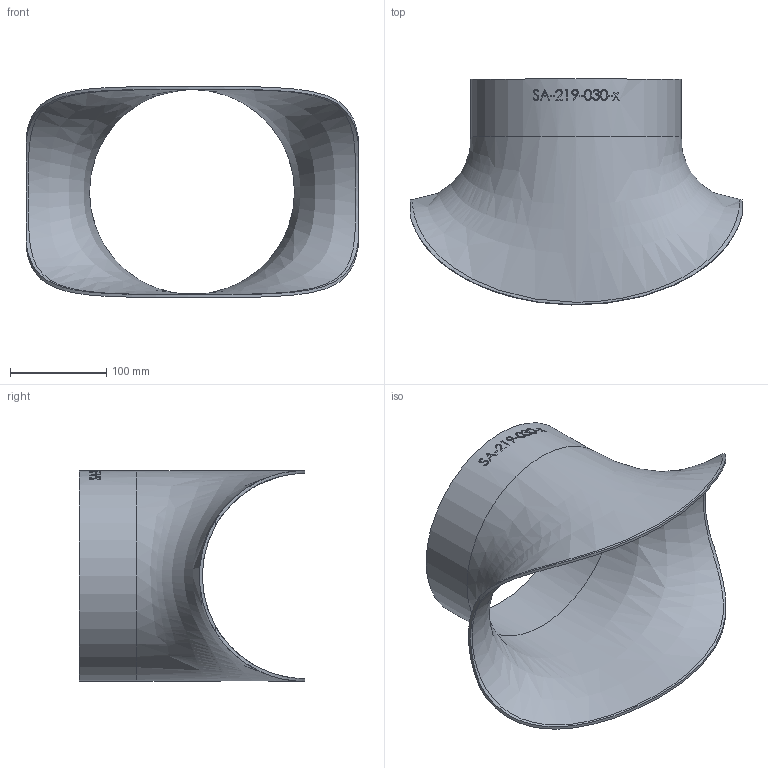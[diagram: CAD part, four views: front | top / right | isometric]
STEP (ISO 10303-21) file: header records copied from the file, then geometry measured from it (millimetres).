
FILE_DESCRIPTION (( 'STEP AP214' ), '1' );
FILE_NAME ('SA-219-030-x Sattelstutzen 1911.STEP', '2019-12-04T13:15:27', ( '' ), ( '' ), 'SwSTEP 2.0', 'SolidWorks 2016', '' );
FILE_SCHEMA (( 'AUTOMOTIVE_DESIGN' ));
Length unit declared in the file: millimetre
Products named in the file (1): SA-219-030-x Sattelstutzen 1911
Bounding box: 345 x 234.54 x 219.1 mm (x, y, z)
Volume: 571917.9 mm3; surface area: 327604.8 mm2
Topology: 1 solids, 1 shells, 145 faces, 380 edges, 253 vertices
Faces by surface type: bspline 88, plane 36, cylinder 21
Full cylindrical faces by diameter (mm): 213.1 x1, 219.1 x1
Entity records: 33478 total; most frequent: CARTESIAN_POINT 29263, ORIENTED_EDGE 738, EDGE_CURVE 369, B_SPLINE_CURVE_WITH_KNOTS 274, DIRECTION 262, VERTEX_POINT 248, EDGE_LOOP 167, FACE_OUTER_BOUND 148
